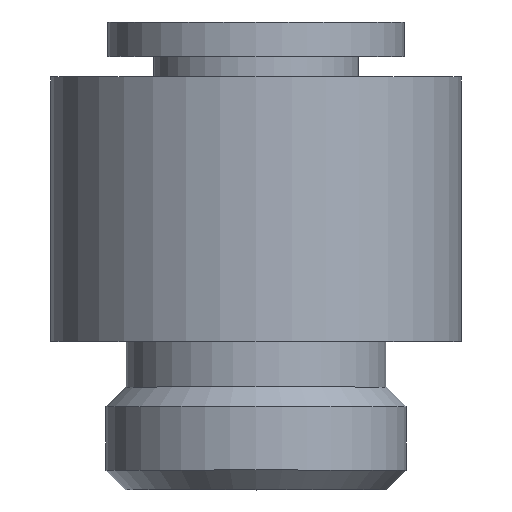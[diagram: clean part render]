
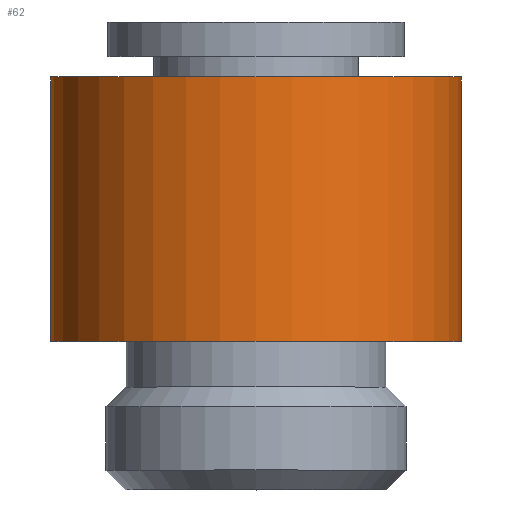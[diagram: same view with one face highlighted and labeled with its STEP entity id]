
A CAD part, top view. The second image highlights one B-rep face of the part: STEP entity #62.
In plain terms, the highlighted cylindrical face has radius 9 mm (diameter 18 mm), a full revolution.
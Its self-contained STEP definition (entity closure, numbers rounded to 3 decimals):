
#62 = ADVANCED_FACE( '', ( #138, #139 ), #140, .T. );
#138 = FACE_OUTER_BOUND( '', #225, .T. );
#139 = FACE_OUTER_BOUND( '', #226, .T. );
#140 = CYLINDRICAL_SURFACE( '', #227, 9. );
#225 = EDGE_LOOP( '', ( #330 ) );
#226 = EDGE_LOOP( '', ( #331 ) );
#227 = AXIS2_PLACEMENT_3D( '', #332, #333, #334 );
#330 = ORIENTED_EDGE( '', *, *, #451, .F. );
#331 = ORIENTED_EDGE( '', *, *, #453, .T. );
#332 = CARTESIAN_POINT( '', ( 0., -6.5, 0. ) );
#333 = DIRECTION( '', ( 0., 1., 0. ) );
#334 = DIRECTION( '', ( 0., 0., -1. ) );
#451 = EDGE_CURVE( '', #521, #521, #522, .T. );
#453 = EDGE_CURVE( '', #524, #524, #525, .T. );
#521 = VERTEX_POINT( '', #610 );
#522 = CIRCLE( '', #611, 9. );
#524 = VERTEX_POINT( '', #613 );
#525 = CIRCLE( '', #614, 9. );
#610 = CARTESIAN_POINT( '', ( 0., 0., -9. ) );
#611 = AXIS2_PLACEMENT_3D( '', #691, #692, #693 );
#613 = CARTESIAN_POINT( '', ( 0., 11.6, -9. ) );
#614 = AXIS2_PLACEMENT_3D( '', #694, #695, #696 );
#691 = CARTESIAN_POINT( '', ( 0., 0., 0. ) );
#692 = DIRECTION( '', ( 0., -1., 0. ) );
#693 = DIRECTION( '', ( 0., 0., -1. ) );
#694 = CARTESIAN_POINT( '', ( 0., 11.6, 0. ) );
#695 = DIRECTION( '', ( 0., -1., 0. ) );
#696 = DIRECTION( '', ( 0., 0., -1. ) );
